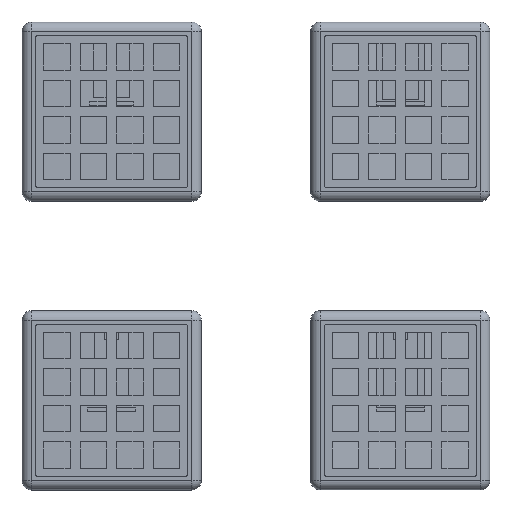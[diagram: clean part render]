
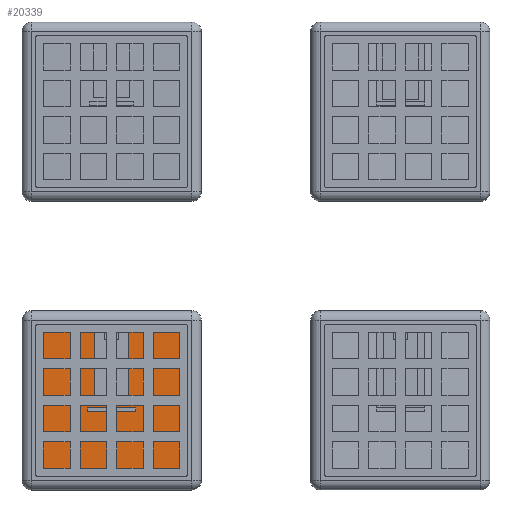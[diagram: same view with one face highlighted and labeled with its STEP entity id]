
A CAD part, top view. The second image highlights one B-rep face of the part: STEP entity #20339.
In plain terms, the highlighted planar face has unit normal (0, 0, 1).
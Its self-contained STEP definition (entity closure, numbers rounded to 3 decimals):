
#242=FACE_BOUND('',#1969,.T.);
#813=FACE_OUTER_BOUND('',#1968,.T.);
#1968=EDGE_LOOP('',(#13739,#13740,#13741,#13742,#13743,#13744,#13745,#13746,
#13747,#13748,#13749,#13750));
#1969=EDGE_LOOP('',(#13751,#13752,#13753,#13754));
#3392=LINE('',#28480,#6046);
#3396=LINE('',#28487,#6050);
#3453=LINE('',#28611,#6107);
#3456=LINE('',#28615,#6110);
#3457=LINE('',#28618,#6111);
#3459=LINE('',#28622,#6113);
#3461=LINE('',#28625,#6115);
#3462=LINE('',#28628,#6116);
#3463=LINE('',#28630,#6117);
#3464=LINE('',#28632,#6118);
#3465=LINE('',#28634,#6119);
#3466=LINE('',#28635,#6120);
#3467=LINE('',#28638,#6121);
#3468=LINE('',#28640,#6122);
#3469=LINE('',#28642,#6123);
#3470=LINE('',#28643,#6124);
#6046=VECTOR('',#23011,10.);
#6050=VECTOR('',#23017,10.);
#6107=VECTOR('',#23118,10.);
#6110=VECTOR('',#23121,10.);
#6111=VECTOR('',#23124,10.);
#6113=VECTOR('',#23128,10.);
#6115=VECTOR('',#23132,10.);
#6116=VECTOR('',#23135,10.);
#6117=VECTOR('',#23136,10.);
#6118=VECTOR('',#23137,10.);
#6119=VECTOR('',#23138,10.);
#6120=VECTOR('',#23139,10.);
#6121=VECTOR('',#23140,10.);
#6122=VECTOR('',#23141,10.);
#6123=VECTOR('',#23142,10.);
#6124=VECTOR('',#23143,10.);
#8693=VERTEX_POINT('',#28477);
#8694=VERTEX_POINT('',#28479);
#8695=VERTEX_POINT('',#28483);
#8696=VERTEX_POINT('',#28485);
#8741=VERTEX_POINT('',#28610);
#8742=VERTEX_POINT('',#28613);
#8743=VERTEX_POINT('',#28617);
#8744=VERTEX_POINT('',#28621);
#8745=VERTEX_POINT('',#28627);
#8746=VERTEX_POINT('',#28629);
#8747=VERTEX_POINT('',#28631);
#8748=VERTEX_POINT('',#28633);
#8749=VERTEX_POINT('',#28636);
#8750=VERTEX_POINT('',#28637);
#8751=VERTEX_POINT('',#28639);
#8752=VERTEX_POINT('',#28641);
#10630=EDGE_CURVE('',#8693,#8694,#3392,.T.);
#10634=EDGE_CURVE('',#8695,#8696,#3396,.T.);
#10695=EDGE_CURVE('',#8741,#8694,#3453,.T.);
#10698=EDGE_CURVE('',#8696,#8742,#3456,.T.);
#10699=EDGE_CURVE('',#8743,#8741,#3457,.T.);
#10701=EDGE_CURVE('',#8744,#8743,#3459,.T.);
#10703=EDGE_CURVE('',#8742,#8744,#3461,.T.);
#10704=EDGE_CURVE('',#8745,#8693,#3462,.F.);
#10705=EDGE_CURVE('',#8745,#8746,#3463,.F.);
#10706=EDGE_CURVE('',#8746,#8747,#3464,.T.);
#10707=EDGE_CURVE('',#8748,#8747,#3465,.T.);
#10708=EDGE_CURVE('',#8695,#8748,#3466,.F.);
#10709=EDGE_CURVE('',#8749,#8750,#3467,.T.);
#10710=EDGE_CURVE('',#8750,#8751,#3468,.T.);
#10711=EDGE_CURVE('',#8751,#8752,#3469,.T.);
#10712=EDGE_CURVE('',#8752,#8749,#3470,.T.);
#13739=ORIENTED_EDGE('',*,*,#10704,.F.);
#13740=ORIENTED_EDGE('',*,*,#10705,.T.);
#13741=ORIENTED_EDGE('',*,*,#10706,.T.);
#13742=ORIENTED_EDGE('',*,*,#10707,.F.);
#13743=ORIENTED_EDGE('',*,*,#10708,.F.);
#13744=ORIENTED_EDGE('',*,*,#10634,.T.);
#13745=ORIENTED_EDGE('',*,*,#10698,.T.);
#13746=ORIENTED_EDGE('',*,*,#10703,.T.);
#13747=ORIENTED_EDGE('',*,*,#10701,.T.);
#13748=ORIENTED_EDGE('',*,*,#10699,.T.);
#13749=ORIENTED_EDGE('',*,*,#10695,.T.);
#13750=ORIENTED_EDGE('',*,*,#10630,.F.);
#13751=ORIENTED_EDGE('',*,*,#10709,.T.);
#13752=ORIENTED_EDGE('',*,*,#10710,.T.);
#13753=ORIENTED_EDGE('',*,*,#10711,.T.);
#13754=ORIENTED_EDGE('',*,*,#10712,.T.);
#19359=PLANE('',#21530);
#20339=ADVANCED_FACE('',(#813,#242),#19359,.T.);
#21530=AXIS2_PLACEMENT_3D('',#28626,#23133,#23134);
#23011=DIRECTION('',(0.,-1.,0.));
#23017=DIRECTION('',(0.,-1.,0.));
#23118=DIRECTION('',(-1.,0.,0.));
#23121=DIRECTION('',(-1.,0.,0.));
#23124=DIRECTION('',(0.,1.,0.));
#23128=DIRECTION('',(1.,0.,0.));
#23132=DIRECTION('',(0.,-1.,0.));
#23133=DIRECTION('center_axis',(0.,0.,1.));
#23134=DIRECTION('ref_axis',(1.,0.,0.));
#23135=DIRECTION('',(-0.707,0.707,0.));
#23136=DIRECTION('',(0.,-1.,0.));
#23137=DIRECTION('',(-1.,0.,0.));
#23138=DIRECTION('',(0.,1.,0.));
#23139=DIRECTION('',(-0.707,-0.707,0.));
#23140=DIRECTION('',(0.,1.,0.));
#23141=DIRECTION('',(1.,0.,0.));
#23142=DIRECTION('',(0.,-1.,0.));
#23143=DIRECTION('',(-1.,0.,0.));
#28477=CARTESIAN_POINT('',(58.925,87.,-13.));
#28479=CARTESIAN_POINT('',(58.925,86.,-13.));
#28480=CARTESIAN_POINT('',(58.925,87.,-13.));
#28483=CARTESIAN_POINT('',(37.925,87.,-13.));
#28485=CARTESIAN_POINT('',(37.925,86.,-13.));
#28487=CARTESIAN_POINT('',(37.925,87.,-13.));
#28610=CARTESIAN_POINT('',(88.,86.,-13.));
#28611=CARTESIAN_POINT('',(68.213,86.,-13.));
#28613=CARTESIAN_POINT('',(8.85,86.,-13.));
#28615=CARTESIAN_POINT('',(68.213,86.,-13.));
#28617=CARTESIAN_POINT('',(88.,6.85,-13.));
#28618=CARTESIAN_POINT('',(88.,26.638,-13.));
#28621=CARTESIAN_POINT('',(8.85,6.85,-13.));
#28622=CARTESIAN_POINT('',(28.638,6.85,-13.));
#28625=CARTESIAN_POINT('',(8.85,66.213,-13.));
#28626=CARTESIAN_POINT('Origin',(48.425,46.425,-13.));
#28627=CARTESIAN_POINT('',(57.925,88.,-13.));
#28628=CARTESIAN_POINT('',(66.194,79.731,-13.));
#28629=CARTESIAN_POINT('',(57.925,88.5,-13.));
#28630=CARTESIAN_POINT('',(57.925,66.713,-13.));
#28631=CARTESIAN_POINT('',(38.925,88.5,-13.));
#28632=CARTESIAN_POINT('',(57.425,88.5,-13.));
#28633=CARTESIAN_POINT('',(38.925,88.,-13.));
#28634=CARTESIAN_POINT('',(38.925,66.713,-13.));
#28635=CARTESIAN_POINT('',(30.656,79.731,-13.));
#28636=CARTESIAN_POINT('',(36.,40.5,-13.));
#28637=CARTESIAN_POINT('',(36.,42.5,-13.));
#28638=CARTESIAN_POINT('',(36.,44.463,-13.));
#28639=CARTESIAN_POINT('',(61.,42.5,-13.));
#28640=CARTESIAN_POINT('',(54.713,42.5,-13.));
#28641=CARTESIAN_POINT('',(61.,40.5,-13.));
#28642=CARTESIAN_POINT('',(61.,43.463,-13.));
#28643=CARTESIAN_POINT('',(42.213,40.5,-13.));
